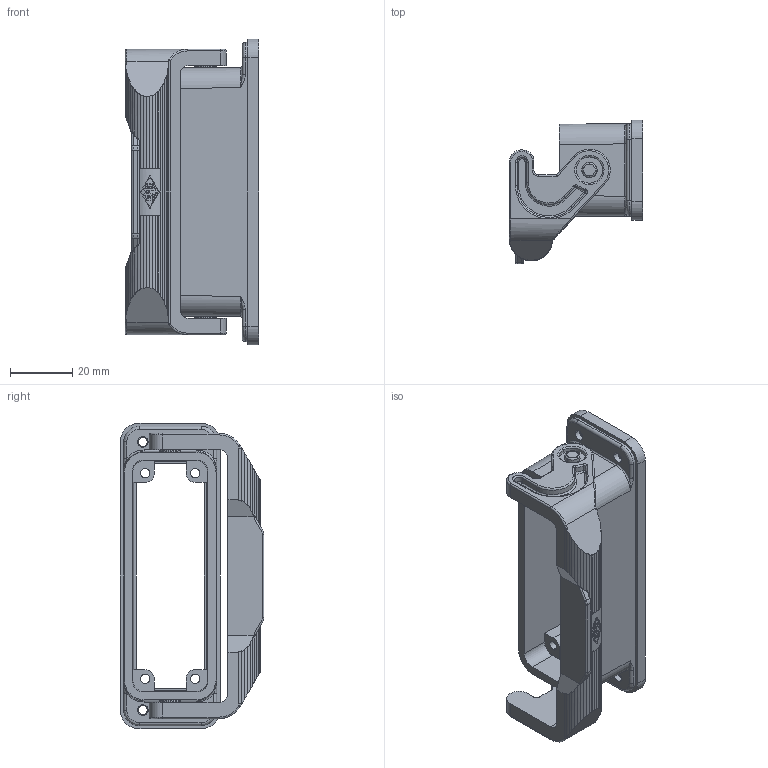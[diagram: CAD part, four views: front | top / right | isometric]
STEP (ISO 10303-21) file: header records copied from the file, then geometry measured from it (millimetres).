
FILE_DESCRIPTION(('Creo Elements/Direct Modeling STEP Export'),'2;1');
FILE_NAME('0lndrr03qqmukb5848','2015-05-21T13:58:34',(''),(''),'Creo Elements/Direct Modeling STEP processor for AP214 (Solid Model)','Creo Elements/Direct Modeling 18.1F 24-Jul-2014 (C) Parametric Technology GmbH','');
FILE_SCHEMA(('AUTOMOTIVE_DESIGN { 1 0 10303 214 1 1 1 1 }'));
Length unit declared in the file: millimetre
Products named in the file (3): CZI.SUPP.SPORT_25.1; LEVA_JP25; JPI_25_L
Assembly tree (2 placements, depth 2):
  JPI_25_L
    LEVA_JP25
    CZI.SUPP.SPORT_25.1
Bounding box: 42.8 x 46 x 98 mm (x, y, z)
Volume: 36457.3 mm3; surface area: 22809.8 mm2
Topology: 2 solids, 2 shells, 441 faces, 1163 edges, 738 vertices
Faces by surface type: cylinder 213, plane 162, torus 44, bspline 14, sphere 4, cone 4
Entity records: 23963 total; most frequent: CARTESIAN_POINT 9798, ORIENTED_EDGE 2310, DIRECTION 2173, EDGE_CURVE 1155, AXIS2_PLACEMENT_3D 804, VERTEX_POINT 738, VECTOR 565, LINE 565
